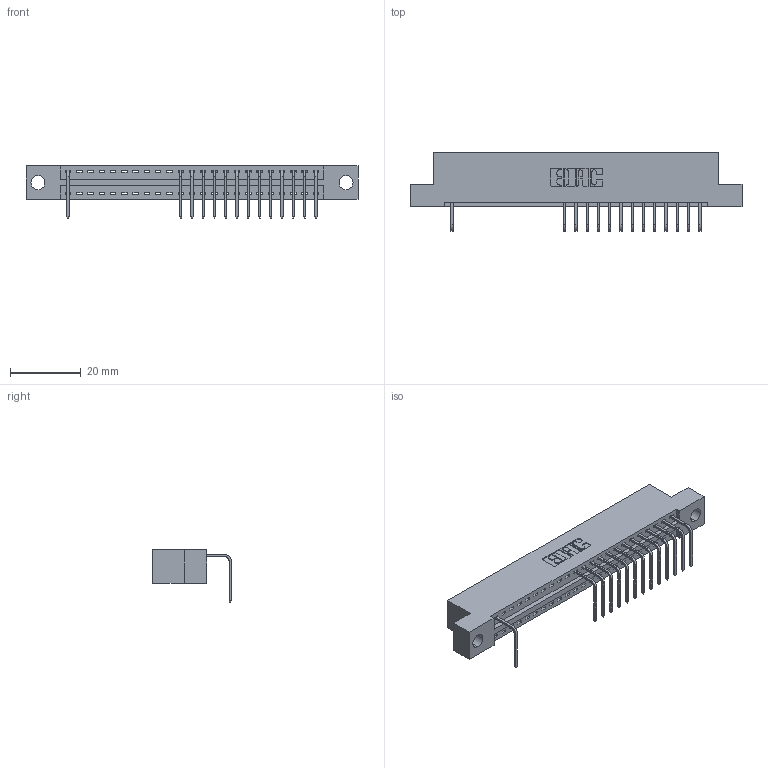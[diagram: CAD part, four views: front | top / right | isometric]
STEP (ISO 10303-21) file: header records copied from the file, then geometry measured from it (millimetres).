
FILE_DESCRIPTION (( 'STEP AP203' ), '1' );
FILE_NAME ('346-023-558-104.STEP', '2018-08-21T02:19:57', ( '' ), ( '' ), 'SwSTEP 2.0', 'SolidWorks 2016', '' );
FILE_SCHEMA (( 'CONFIG_CONTROL_DESIGN' ));
Length unit declared in the file: inch
Products named in the file (3): 346 Part_Flush Mounting Lugs - 0.156 Dia-TH; 345-292-001_558 Tail - 2; 346-023-558-104
Assembly tree (15 placements, depth 2):
  346-023-558-104
    346 Part_Flush Mounting Lugs - 0.156 Dia-TH
    345-292-001_558 Tail - 2  x14
Bounding box: 93.6 x 22.16 x 14.73 mm (x, y, z)
Volume: 8684.5 mm3; surface area: 10178.8 mm2
Topology: 15 solids, 15 shells, 1070 faces, 3255 edges, 2150 vertices
Faces by surface type: plane 754, cylinder 316
Entity records: 16631 total; most frequent: CARTESIAN_POINT 2904, ORIENTED_EDGE 2870, DIRECTION 2575, EDGE_CURVE 1435, LINE 1211, VECTOR 1211, VERTEX_POINT 954, AXIS2_PLACEMENT_3D 682
